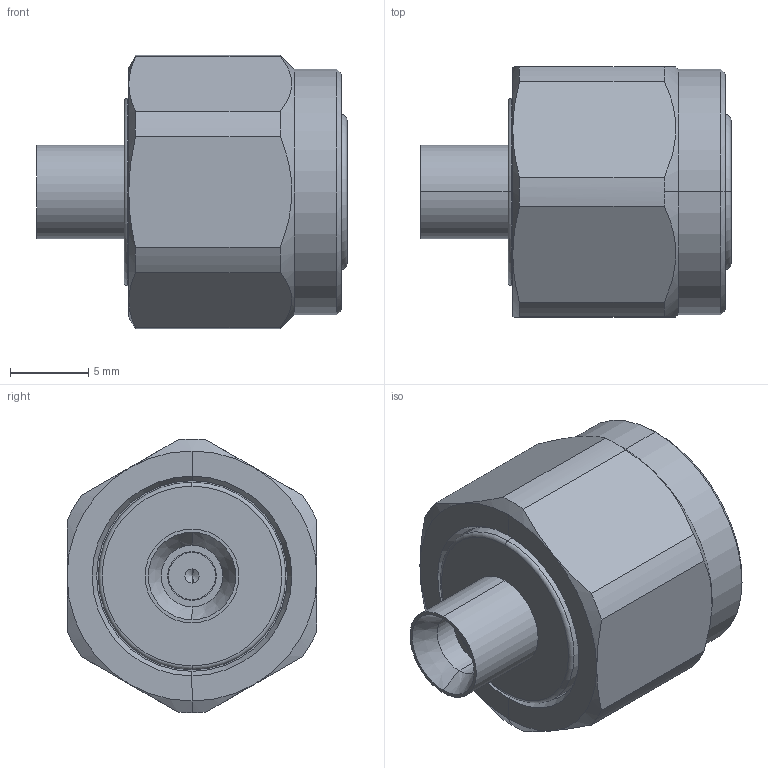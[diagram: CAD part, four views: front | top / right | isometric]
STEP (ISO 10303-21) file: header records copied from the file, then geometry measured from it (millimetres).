
FILE_DESCRIPTION (( 'STEP AP203' ), '1' );
FILE_NAME ('FMCN1935_3D.STEP', '2022-09-02T05:48:30', ( '' ), ( '' ), 'SwSTEP 2.0', 'SolidWorks 2021', '' );
FILE_SCHEMA (( 'CONFIG_CONTROL_DESIGN' ));
Length unit declared in the file: millimetre
Products named in the file (1): FMCN1935_3D
Bounding box: 19.9 x 16 x 17.5 mm (x, y, z)
Volume: 2200.8 mm3; surface area: 2998.2 mm2
Topology: 2 solids, 2 shells, 171 faces, 393 edges, 244 vertices
Faces by surface type: cylinder 87, cone 38, plane 30, torus 14, bspline 2
Entity records: 6731 total; most frequent: CARTESIAN_POINT 2829, DIRECTION 811, ORIENTED_EDGE 782, EDGE_CURVE 391, AXIS2_PLACEMENT_3D 339, VERTEX_POINT 244, EDGE_LOOP 193, FACE_OUTER_BOUND 171
